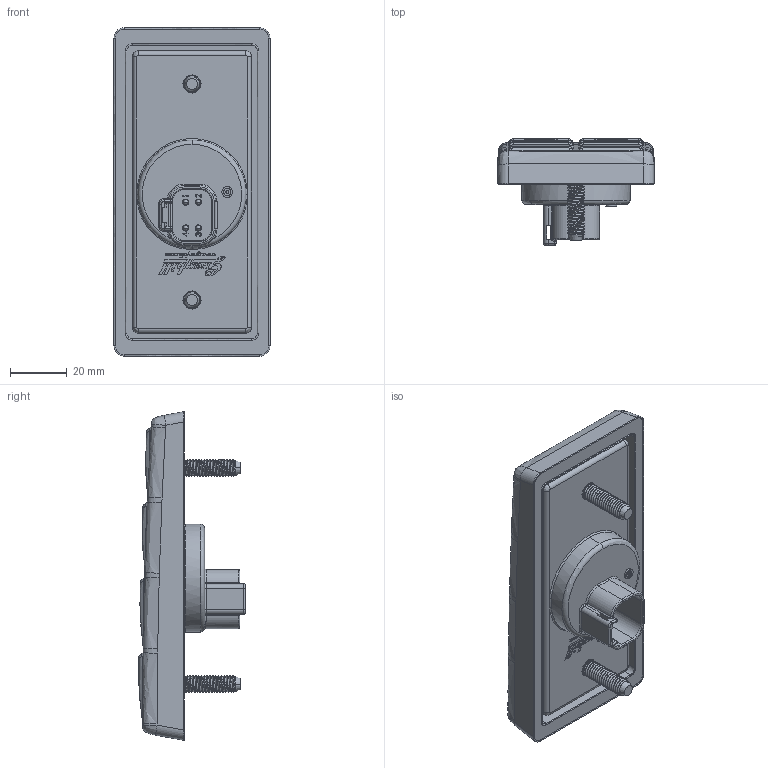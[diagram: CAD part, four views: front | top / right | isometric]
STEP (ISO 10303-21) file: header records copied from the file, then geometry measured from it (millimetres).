
FILE_DESCRIPTION((''),'2;1');
FILE_NAME('3K108-4R_SW0001','2008-10-08T',('Administrator'),(''),'PRO/ENGINEER BY PARAMETRIC TECHNOLOGY CORPORATION, 2006200','PRO/ENGINEER BY PARAMETRIC TECHNOLOGY CORPORATION, 2006200','');
FILE_SCHEMA(('CONFIG_CONTROL_DESIGN'));
Length unit declared in the file: inch
Products named in the file (1): 3K108-4R_SW0001
Bounding box: 55.02 x 37.58 x 115.8 mm (x, y, z)
Surface area: 29219.4 mm2 (no closed solid volume)
Topology: 0 solids, 16 shells, 645 faces, 2598 edges, 1934 vertices
Faces by surface type: plane 261, cylinder 155, bspline 149, torus 28, cone 22, extrusion 16, sphere 14
Entity records: 39681 total; most frequent: CARTESIAN_POINT 19656, ORIENTED_EDGE 4204, DIRECTION 3398, EDGE_CURVE 2590, VERTEX_POINT 1934, VECTOR 1818, LINE 1802, AXIS2_PLACEMENT_3D 790
